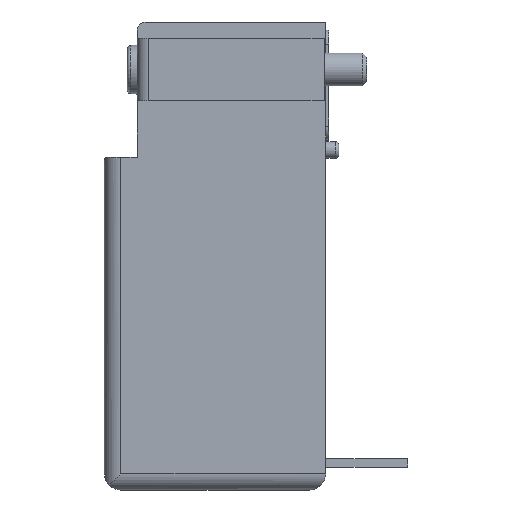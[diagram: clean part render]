
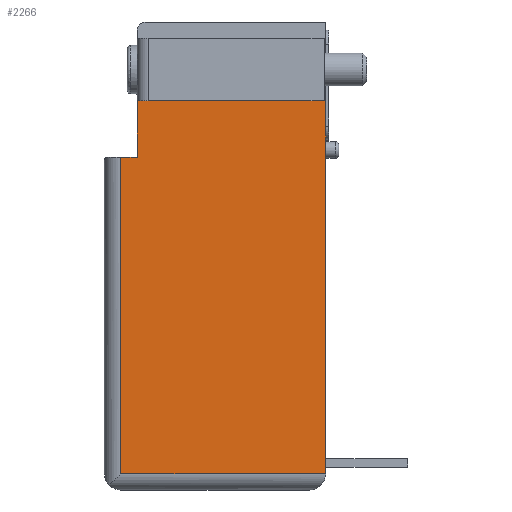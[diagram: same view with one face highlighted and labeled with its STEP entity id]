
A CAD part, left-side view. The second image highlights one B-rep face of the part: STEP entity #2266.
In plain terms, the highlighted planar face has unit normal (-1, 0, 0).
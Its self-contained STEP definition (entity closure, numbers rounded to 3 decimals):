
#38=PLANE('',#2417);
#216=LINE('',#3393,#444);
#217=LINE('',#3396,#445);
#218=LINE('',#3398,#446);
#219=LINE('',#3400,#447);
#220=LINE('',#3402,#448);
#221=LINE('',#3404,#449);
#222=LINE('',#3406,#450);
#223=LINE('',#3408,#451);
#444=VECTOR('',#2666,1000.);
#445=VECTOR('',#2667,1000.);
#446=VECTOR('',#2668,1000.);
#447=VECTOR('',#2669,1000.);
#448=VECTOR('',#2670,1000.);
#449=VECTOR('',#2671,1000.);
#450=VECTOR('',#2672,1000.);
#451=VECTOR('',#2673,1000.);
#676=ORIENTED_EDGE('',*,*,#1344,.F.);
#677=ORIENTED_EDGE('',*,*,#1345,.T.);
#678=ORIENTED_EDGE('',*,*,#1346,.T.);
#679=ORIENTED_EDGE('',*,*,#1347,.F.);
#680=ORIENTED_EDGE('',*,*,#1348,.F.);
#681=ORIENTED_EDGE('',*,*,#1349,.F.);
#682=ORIENTED_EDGE('',*,*,#1350,.T.);
#683=ORIENTED_EDGE('',*,*,#1351,.F.);
#1344=EDGE_CURVE('',#1678,#1679,#216,.F.);
#1345=EDGE_CURVE('',#1678,#1680,#217,.T.);
#1346=EDGE_CURVE('',#1680,#1681,#218,.T.);
#1347=EDGE_CURVE('',#1682,#1681,#219,.T.);
#1348=EDGE_CURVE('',#1683,#1682,#220,.T.);
#1349=EDGE_CURVE('',#1684,#1683,#221,.T.);
#1350=EDGE_CURVE('',#1684,#1685,#222,.T.);
#1351=EDGE_CURVE('',#1679,#1685,#223,.T.);
#1678=VERTEX_POINT('',#3394);
#1679=VERTEX_POINT('',#3395);
#1680=VERTEX_POINT('',#3397);
#1681=VERTEX_POINT('',#3399);
#1682=VERTEX_POINT('',#3401);
#1683=VERTEX_POINT('',#3403);
#1684=VERTEX_POINT('',#3405);
#1685=VERTEX_POINT('',#3407);
#1901=EDGE_LOOP('',(#676,#677,#678,#679,#680,#681,#682,#683));
#2061=FACE_BOUND('',#1901,.T.);
#2266=ADVANCED_FACE('',(#2061),#38,.F.);
#2417=AXIS2_PLACEMENT_3D('',#3392,#2664,#2665);
#2664=DIRECTION('',(1.,0.,0.));
#2665=DIRECTION('',(0.,0.,-1.));
#2666=DIRECTION('',(0.,1.,0.));
#2667=DIRECTION('',(0.,0.,-1.));
#2668=DIRECTION('',(0.,1.,0.));
#2669=DIRECTION('',(0.,0.,1.));
#2670=DIRECTION('',(0.,-1.,0.));
#2671=DIRECTION('',(0.,0.,1.));
#2672=DIRECTION('',(0.,-1.,0.));
#2673=DIRECTION('',(0.,0.,-1.));
#3392=CARTESIAN_POINT('',(-2.95,0.,0.));
#3393=CARTESIAN_POINT('',(-2.95,12.1,-3.899));
#3394=CARTESIAN_POINT('',(-2.95,11.,-3.899));
#3395=CARTESIAN_POINT('',(-2.95,0.,-3.899));
#3396=CARTESIAN_POINT('',(-2.95,11.,-1.));
#3397=CARTESIAN_POINT('',(-2.95,11.,-4.8));
#3398=CARTESIAN_POINT('',(-2.95,11.,-4.8));
#3399=CARTESIAN_POINT('',(-2.95,11.5,-4.8));
#3400=CARTESIAN_POINT('',(-2.95,11.5,-8.25));
#3401=CARTESIAN_POINT('',(-2.95,11.5,-8.25));
#3402=CARTESIAN_POINT('',(-2.95,13.5,-8.25));
#3403=CARTESIAN_POINT('',(-2.95,12.5,-8.25));
#3404=CARTESIAN_POINT('',(-2.95,12.5,-28.55));
#3405=CARTESIAN_POINT('',(-2.95,12.5,-27.55));
#3406=CARTESIAN_POINT('',(-2.95,15.,-27.55));
#3407=CARTESIAN_POINT('',(-2.95,0.,-27.55));
#3408=CARTESIAN_POINT('',(-2.95,0.,0.));
